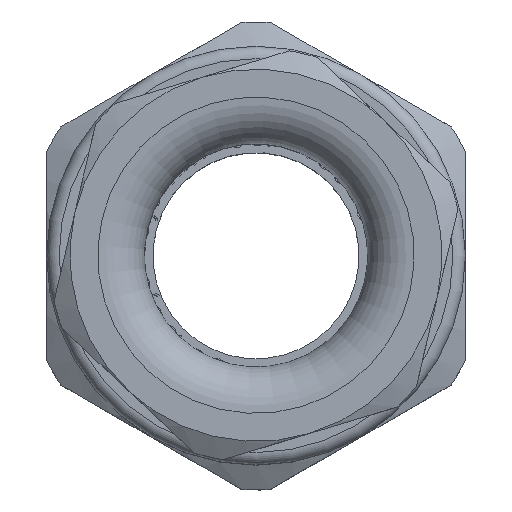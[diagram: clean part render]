
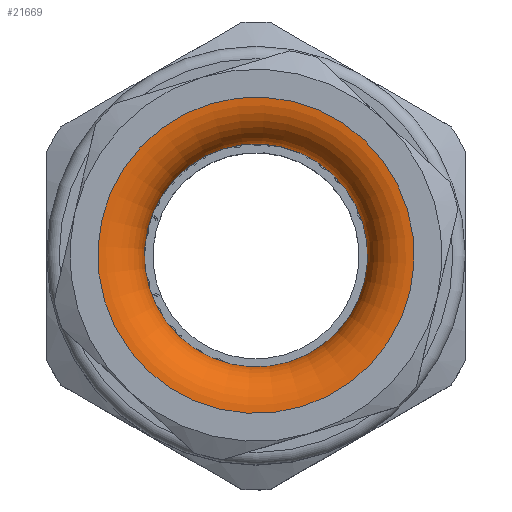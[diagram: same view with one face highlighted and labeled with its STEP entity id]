
A CAD part, top view. The second image highlights one B-rep face of the part: STEP entity #21669.
In plain terms, the highlighted toroidal (fillet/blend) face has major radius 10.2 mm and minor radius 3 mm.
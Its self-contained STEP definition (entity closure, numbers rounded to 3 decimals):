
#21123=CARTESIAN_POINT('',(-6.983,-7.435,47.));
#21124=VERTEX_POINT('',#21123);
#21125=CARTESIAN_POINT('',(0.,0.,47.));
#21126=DIRECTION('',(-0.,0.,-1.));
#21127=DIRECTION('',(-0.685,-0.729,0.));
#21128=AXIS2_PLACEMENT_3D('',#21125,#21126,#21127);
#21129=CIRCLE('',#21128,10.2);
#21130=EDGE_CURVE('',#21124,#21124,#21129,.T.);
#21615=CARTESIAN_POINT('',(-4.929,-5.248,44.));
#21616=VERTEX_POINT('',#21615);
#21625=CARTESIAN_POINT('',(0.,0.,44.));
#21626=DIRECTION('',(0.,-0.,1.));
#21627=DIRECTION('',(-0.685,-0.729,0.));
#21628=AXIS2_PLACEMENT_3D('',#21625,#21626,#21627);
#21629=CIRCLE('',#21628,7.2);
#21630=EDGE_CURVE('',#21616,#21616,#21629,.T.);
#21652=CARTESIAN_POINT('',(0.,0.,44.));
#21653=DIRECTION('',(0.,-0.,1.));
#21654=DIRECTION('',(-0.685,-0.729,0.));
#21655=AXIS2_PLACEMENT_3D('',#21652,#21653,#21654);
#21656=TOROIDAL_SURFACE('',#21655,10.2,3.);
#21657=CARTESIAN_POINT('',(-6.983,-7.435,44.));
#21658=DIRECTION('',(0.729,-0.685,-0.));
#21659=DIRECTION('',(-0.685,-0.729,0.));
#21660=AXIS2_PLACEMENT_3D('',#21657,#21658,#21659);
#21661=CIRCLE('',#21660,3.);
#21662=EDGE_CURVE('',#21616,#21124,#21661,.T.);
#21663=ORIENTED_EDGE('',*,*,#21662,.T.);
#21664=ORIENTED_EDGE('',*,*,#21130,.F.);
#21665=ORIENTED_EDGE('',*,*,#21662,.F.);
#21666=ORIENTED_EDGE('',*,*,#21630,.F.);
#21667=EDGE_LOOP('',(#21663,#21664,#21665,#21666));
#21668=FACE_BOUND('',#21667,.T.);
#21669=ADVANCED_FACE('',(#21668),#21656,.T.);
